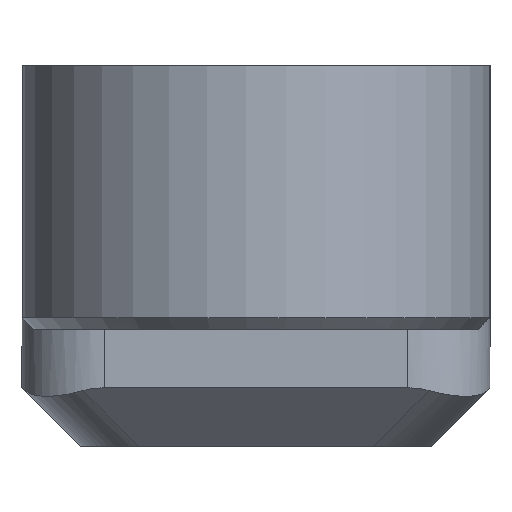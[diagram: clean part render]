
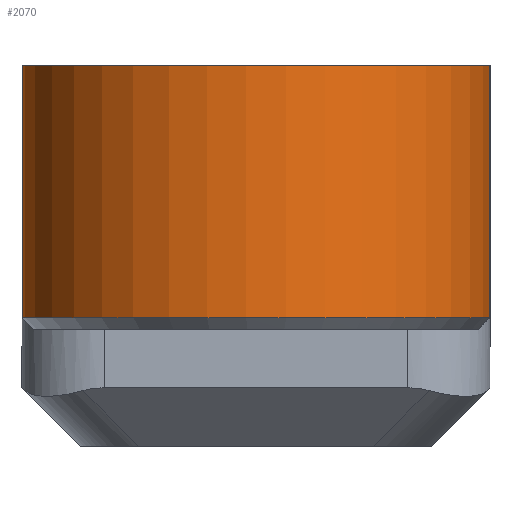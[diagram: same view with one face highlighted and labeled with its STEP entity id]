
A CAD part, left-side view. The second image highlights one B-rep face of the part: STEP entity #2070.
In plain terms, the highlighted cylindrical face has radius 20 mm (diameter 40 mm), a partial arc.
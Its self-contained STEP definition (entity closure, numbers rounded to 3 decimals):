
#215=LINE('',#3974,#374);
#220=LINE('',#3983,#379);
#374=VECTOR('',#2822,10.);
#379=VECTOR('',#2829,10.);
#459=CYLINDRICAL_SURFACE('',#2298,20.);
#581=FACE_OUTER_BOUND('',#716,.T.);
#716=EDGE_LOOP('',(#1822,#1823,#1824,#1825));
#843=CIRCLE('',#2251,20.);
#860=CIRCLE('',#2291,20.);
#1007=VERTEX_POINT('',#3855);
#1008=VERTEX_POINT('',#3857);
#1031=VERTEX_POINT('',#3948);
#1032=VERTEX_POINT('',#3949);
#1257=EDGE_CURVE('',#1008,#1007,#843,.T.);
#1302=EDGE_CURVE('',#1031,#1032,#860,.T.);
#1313=EDGE_CURVE('',#1032,#1007,#215,.T.);
#1318=EDGE_CURVE('',#1031,#1008,#220,.T.);
#1822=ORIENTED_EDGE('',*,*,#1302,.F.);
#1823=ORIENTED_EDGE('',*,*,#1318,.T.);
#1824=ORIENTED_EDGE('',*,*,#1257,.T.);
#1825=ORIENTED_EDGE('',*,*,#1313,.F.);
#2070=ADVANCED_FACE('',(#581),#459,.T.);
#2251=AXIS2_PLACEMENT_3D('',#3858,#2694,#2695);
#2291=AXIS2_PLACEMENT_3D('',#3950,#2802,#2803);
#2298=AXIS2_PLACEMENT_3D('',#3982,#2827,#2828);
#2694=DIRECTION('center_axis',(0.,0.,-1.));
#2695=DIRECTION('ref_axis',(0.,1.,0.));
#2802=DIRECTION('center_axis',(0.,0.,-1.));
#2803=DIRECTION('ref_axis',(0.,1.,0.));
#2822=DIRECTION('',(0.,0.,1.));
#2827=DIRECTION('center_axis',(0.,0.,1.));
#2828=DIRECTION('ref_axis',(0.,1.,0.));
#2829=DIRECTION('',(0.,0.,1.));
#3855=CARTESIAN_POINT('',(-190.,20.,-182.5));
#3857=CARTESIAN_POINT('',(-191.707,-19.927,-182.5));
#3858=CARTESIAN_POINT('Origin',(-190.,0.,-182.5));
#3948=CARTESIAN_POINT('',(-191.707,-19.927,-204.));
#3949=CARTESIAN_POINT('',(-190.,20.,-204.));
#3950=CARTESIAN_POINT('Origin',(-190.,0.,-204.));
#3974=CARTESIAN_POINT('',(-190.,20.,-205.));
#3982=CARTESIAN_POINT('Origin',(-190.,0.,-205.));
#3983=CARTESIAN_POINT('',(-191.707,-19.927,-205.));
